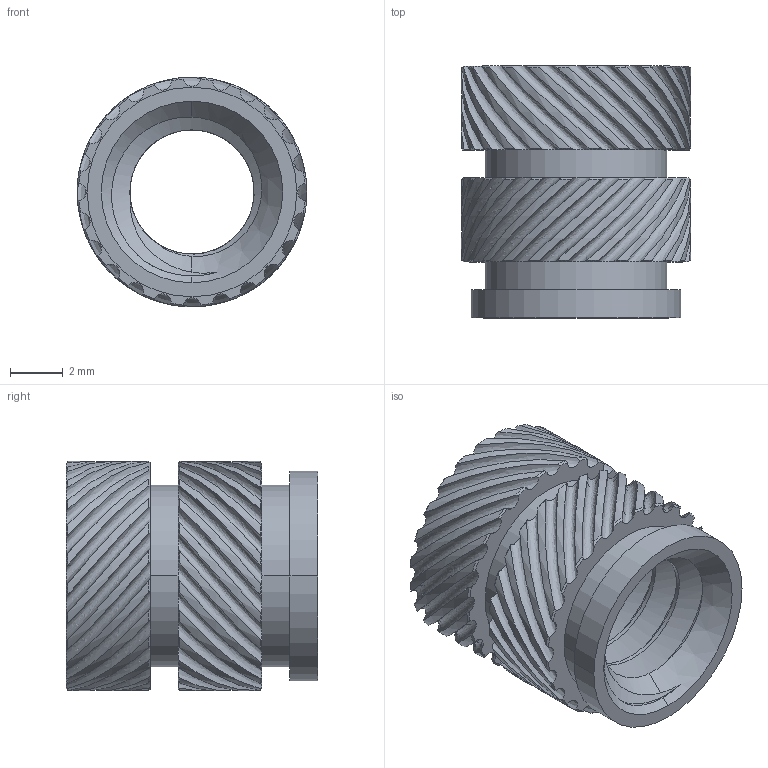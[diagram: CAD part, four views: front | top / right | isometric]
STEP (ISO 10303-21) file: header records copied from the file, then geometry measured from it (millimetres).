
FILE_DESCRIPTION (( 'STEP AP203' ), '1' );
FILE_NAME ('94459A380.STEP', '2018-05-15T13:59:50', ( '' ), ( '' ), 'SwSTEP 2.0', 'SolidWorks 2014', '' );
FILE_SCHEMA (( 'CONFIG_CONTROL_DESIGN' ));
Length unit declared in the file: inch
Products named in the file (1): 94459A380
Bounding box: 8.69 x 9.53 x 8.69 mm (x, y, z)
Volume: 240.3 mm3; surface area: 726.9 mm2
Topology: 1 solids, 1 shells, 233 faces, 681 edges, 454 vertices
Faces by surface type: cone 101, cylinder 75, bspline 51, plane 6
Entity records: 15791 total; most frequent: CARTESIAN_POINT 10437, ORIENTED_EDGE 1362, DIRECTION 915, EDGE_CURVE 681, VERTEX_POINT 454, AXIS2_PLACEMENT_3D 442, CIRCLE 259, EDGE_LOOP 239
